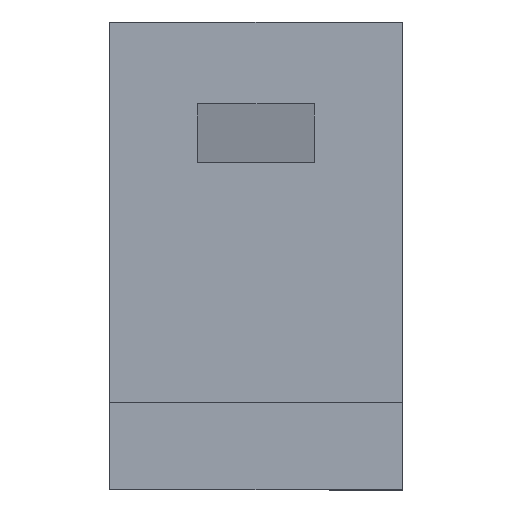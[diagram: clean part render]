
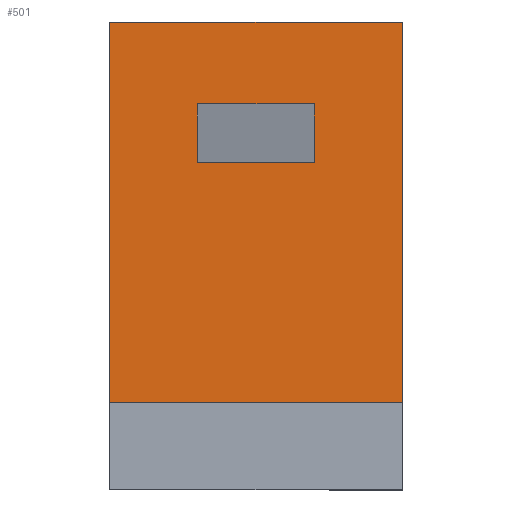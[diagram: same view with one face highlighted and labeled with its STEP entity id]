
A CAD part, front view. The second image highlights one B-rep face of the part: STEP entity #501.
In plain terms, the highlighted planar face has unit normal (0, -1, 0).
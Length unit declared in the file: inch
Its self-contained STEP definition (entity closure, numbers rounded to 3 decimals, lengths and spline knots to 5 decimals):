
#7 = PLANE ( 'NONE',  #151 ) ;
#9 = ORIENTED_EDGE ( 'NONE', *, *, #117, .T. ) ;
#10 = FACE_OUTER_BOUND ( 'NONE', #122, .T. ) ;
#14 = DIRECTION ( 'NONE',  ( 0., 0., 1. ) ) ;
#19 = EDGE_CURVE ( 'NONE', #417, #530, #33, .T. ) ;
#21 = VECTOR ( 'NONE', #107, 39.37008 ) ;
#24 = DIRECTION ( 'NONE',  ( 0., 0., 1. ) ) ;
#33 = LINE ( 'NONE', #303, #557 ) ;
#35 = ORIENTED_EDGE ( 'NONE', *, *, #192, .F. ) ;
#45 = CARTESIAN_POINT ( 'NONE',  ( 0.625, 0.125, 1. ) ) ;
#46 = EDGE_CURVE ( 'NONE', #341, #187, #377, .T. ) ;
#53 = FACE_BOUND ( 'NONE', #137, .T. ) ;
#67 = VERTEX_POINT ( 'NONE', #45 ) ;
#68 = CARTESIAN_POINT ( 'NONE',  ( 0.25, 0.125, 0.65 ) ) ;
#70 = LINE ( 'NONE', #74, #396 ) ;
#74 = CARTESIAN_POINT ( 'NONE',  ( 0.25, 0.125, 0.4 ) ) ;
#81 = VECTOR ( 'NONE', #24, 39.37008 ) ;
#89 = CARTESIAN_POINT ( 'NONE',  ( 0.25, 0.125, 0. ) ) ;
#99 = DIRECTION ( 'NONE',  ( -1., 0., 0. ) ) ;
#107 = DIRECTION ( 'NONE',  ( 0., 0., 1. ) ) ;
#117 = EDGE_CURVE ( 'NONE', #417, #67, #319, .T. ) ;
#122 = EDGE_LOOP ( 'NONE', ( #35, #248, #273, #9 ) ) ;
#130 = VERTEX_POINT ( 'NONE', #441 ) ;
#137 = EDGE_LOOP ( 'NONE', ( #564, #371, #314, #230 ) ) ;
#142 = LINE ( 'NONE', #491, #21 ) ;
#151 = AXIS2_PLACEMENT_3D ( 'NONE', #490, #349, #312 ) ;
#152 = EDGE_CURVE ( 'NONE', #385, #356, #142, .T. ) ;
#155 = LINE ( 'NONE', #244, #294 ) ;
#158 = DIRECTION ( 'NONE',  ( -1., 0., 0. ) ) ;
#187 = VERTEX_POINT ( 'NONE', #68 ) ;
#192 = EDGE_CURVE ( 'NONE', #130, #67, #155, .T. ) ;
#203 = CARTESIAN_POINT ( 'NONE',  ( -0.625, 0.125, -1.67315 ) ) ;
#209 = DIRECTION ( 'NONE',  ( -1., 0., 0. ) ) ;
#230 = ORIENTED_EDGE ( 'NONE', *, *, #152, .T. ) ;
#244 = CARTESIAN_POINT ( 'NONE',  ( 0.28937, 0.125, 1. ) ) ;
#245 = EDGE_CURVE ( 'NONE', #341, #385, #70, .T. ) ;
#246 = EDGE_CURVE ( 'NONE', #530, #130, #412, .T. ) ;
#248 = ORIENTED_EDGE ( 'NONE', *, *, #246, .F. ) ;
#268 = CARTESIAN_POINT ( 'NONE',  ( 0.25, 0.125, 0.65 ) ) ;
#273 = ORIENTED_EDGE ( 'NONE', *, *, #19, .F. ) ;
#274 = CARTESIAN_POINT ( 'NONE',  ( 0.625, 0.125, -1.67315 ) ) ;
#294 = VECTOR ( 'NONE', #498, 39.37008 ) ;
#303 = CARTESIAN_POINT ( 'NONE',  ( -1., 0.125, -0.625 ) ) ;
#312 = DIRECTION ( 'NONE',  ( 0., 0., 1. ) ) ;
#314 = ORIENTED_EDGE ( 'NONE', *, *, #245, .T. ) ;
#319 = LINE ( 'NONE', #274, #560 ) ;
#331 = CARTESIAN_POINT ( 'NONE',  ( -0.25, 0.125, 0.4 ) ) ;
#334 = CARTESIAN_POINT ( 'NONE',  ( 0.625, 0.125, -0.625 ) ) ;
#341 = VERTEX_POINT ( 'NONE', #543 ) ;
#349 = DIRECTION ( 'NONE',  ( 0., 1., 0. ) ) ;
#356 = VERTEX_POINT ( 'NONE', #479 ) ;
#371 = ORIENTED_EDGE ( 'NONE', *, *, #46, .F. ) ;
#377 = LINE ( 'NONE', #89, #455 ) ;
#385 = VERTEX_POINT ( 'NONE', #331 ) ;
#396 = VECTOR ( 'NONE', #158, 39.37008 ) ;
#412 = LINE ( 'NONE', #203, #81 ) ;
#417 = VERTEX_POINT ( 'NONE', #334 ) ;
#441 = CARTESIAN_POINT ( 'NONE',  ( -0.625, 0.125, 1. ) ) ;
#451 = VECTOR ( 'NONE', #99, 39.37008 ) ;
#455 = VECTOR ( 'NONE', #554, 39.37008 ) ;
#479 = CARTESIAN_POINT ( 'NONE',  ( -0.25, 0.125, 0.65 ) ) ;
#490 = CARTESIAN_POINT ( 'NONE',  ( 0., 0.125, 0. ) ) ;
#491 = CARTESIAN_POINT ( 'NONE',  ( -0.25, 0.125, 0. ) ) ;
#498 = DIRECTION ( 'NONE',  ( 1., 0., 0. ) ) ;
#501 = ADVANCED_FACE ( 'NONE', ( #10, #53 ), #7, .F. ) ;
#524 = CARTESIAN_POINT ( 'NONE',  ( -0.625, 0.125, -0.625 ) ) ;
#530 = VERTEX_POINT ( 'NONE', #524 ) ;
#536 = LINE ( 'NONE', #268, #451 ) ;
#543 = CARTESIAN_POINT ( 'NONE',  ( 0.25, 0.125, 0.4 ) ) ;
#546 = EDGE_CURVE ( 'NONE', #187, #356, #536, .T. ) ;
#554 = DIRECTION ( 'NONE',  ( 0., 0., 1. ) ) ;
#557 = VECTOR ( 'NONE', #209, 39.37008 ) ;
#560 = VECTOR ( 'NONE', #14, 39.37008 ) ;
#564 = ORIENTED_EDGE ( 'NONE', *, *, #546, .F. ) ;
